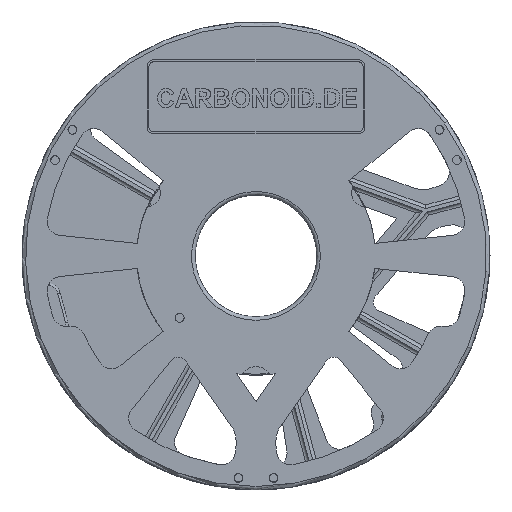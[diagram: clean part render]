
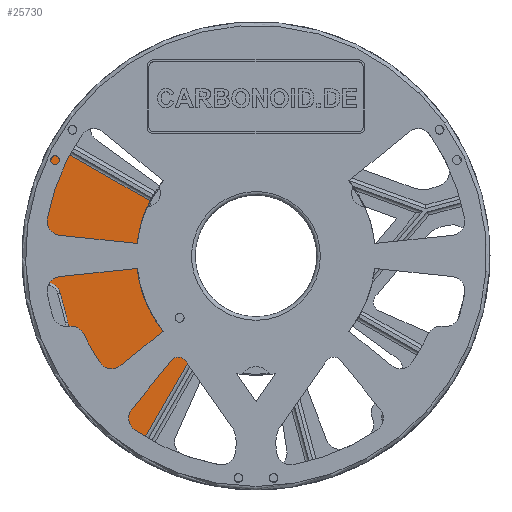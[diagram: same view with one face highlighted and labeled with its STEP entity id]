
A CAD part, front view. The second image highlights one B-rep face of the part: STEP entity #25730.
In plain terms, the highlighted face is planar.
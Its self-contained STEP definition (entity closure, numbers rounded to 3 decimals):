
#2246=FACE_BOUND('',#9052,.T.);
#3805=LINE('',#48787,#5691);
#3839=LINE('',#48879,#5725);
#3840=LINE('',#48883,#5726);
#3841=LINE('',#48887,#5727);
#3842=LINE('',#48890,#5728);
#3843=LINE('',#48893,#5729);
#3844=LINE('',#48894,#5730);
#3845=LINE('',#48896,#5731);
#3846=LINE('',#48898,#5732);
#5691=VECTOR('',#31755,10.);
#5725=VECTOR('',#31847,10.);
#5726=VECTOR('',#31850,10.);
#5727=VECTOR('',#31853,10.);
#5728=VECTOR('',#31856,10.);
#5729=VECTOR('',#31857,10.);
#5730=VECTOR('',#31858,10.);
#5731=VECTOR('',#31859,10.);
#5732=VECTOR('',#31860,10.);
#6445=PLANE('',#27363);
#7576=FACE_OUTER_BOUND('',#9051,.T.);
#9051=EDGE_LOOP('',(#22483,#22484,#22485,#22486,#22487,#22488,#22489,#22490));
#9052=EDGE_LOOP('',(#22491,#22492,#22493,#22494,#22495,#22496,#22497,#22498));
#10003=CIRCLE('',#27334,6.);
#10004=CIRCLE('',#27337,6.);
#10012=CIRCLE('',#27364,51.);
#10013=CIRCLE('',#27365,96.989);
#10014=CIRCLE('',#27366,19.062);
#10015=CIRCLE('',#27367,96.989);
#10016=CIRCLE('',#27368,18.316);
#12236=VERTEX_POINT('',#48780);
#12237=VERTEX_POINT('',#48782);
#12238=VERTEX_POINT('',#48786);
#12239=VERTEX_POINT('',#48790);
#12261=VERTEX_POINT('',#48875);
#12262=VERTEX_POINT('',#48876);
#12263=VERTEX_POINT('',#48878);
#12264=VERTEX_POINT('',#48880);
#12265=VERTEX_POINT('',#48882);
#12266=VERTEX_POINT('',#48884);
#12267=VERTEX_POINT('',#48886);
#12268=VERTEX_POINT('',#48888);
#12269=VERTEX_POINT('',#48891);
#12270=VERTEX_POINT('',#48892);
#12271=VERTEX_POINT('',#48895);
#12272=VERTEX_POINT('',#48897);
#15822=EDGE_CURVE('',#12237,#12236,#10003,.T.);
#15824=EDGE_CURVE('',#12238,#12237,#3805,.T.);
#15826=EDGE_CURVE('',#12239,#12238,#10004,.T.);
#15867=EDGE_CURVE('',#12261,#12262,#10012,.T.);
#15868=EDGE_CURVE('',#12261,#12263,#3839,.T.);
#15869=EDGE_CURVE('',#12263,#12264,#10013,.T.);
#15870=EDGE_CURVE('',#12264,#12265,#3840,.T.);
#15871=EDGE_CURVE('',#12265,#12266,#10014,.T.);
#15872=EDGE_CURVE('',#12266,#12267,#3841,.T.);
#15873=EDGE_CURVE('',#12267,#12268,#10015,.T.);
#15874=EDGE_CURVE('',#12262,#12268,#3842,.T.);
#15875=EDGE_CURVE('',#12269,#12270,#3843,.T.);
#15876=EDGE_CURVE('',#12270,#12239,#3844,.T.);
#15877=EDGE_CURVE('',#12236,#12271,#3845,.T.);
#15878=EDGE_CURVE('',#12271,#12272,#3846,.T.);
#15879=EDGE_CURVE('',#12272,#12269,#10016,.T.);
#22483=ORIENTED_EDGE('',*,*,#15867,.F.);
#22484=ORIENTED_EDGE('',*,*,#15868,.T.);
#22485=ORIENTED_EDGE('',*,*,#15869,.T.);
#22486=ORIENTED_EDGE('',*,*,#15870,.T.);
#22487=ORIENTED_EDGE('',*,*,#15871,.T.);
#22488=ORIENTED_EDGE('',*,*,#15872,.T.);
#22489=ORIENTED_EDGE('',*,*,#15873,.T.);
#22490=ORIENTED_EDGE('',*,*,#15874,.F.);
#22491=ORIENTED_EDGE('',*,*,#15875,.T.);
#22492=ORIENTED_EDGE('',*,*,#15876,.T.);
#22493=ORIENTED_EDGE('',*,*,#15826,.T.);
#22494=ORIENTED_EDGE('',*,*,#15824,.T.);
#22495=ORIENTED_EDGE('',*,*,#15822,.T.);
#22496=ORIENTED_EDGE('',*,*,#15877,.T.);
#22497=ORIENTED_EDGE('',*,*,#15878,.T.);
#22498=ORIENTED_EDGE('',*,*,#15879,.T.);
#25730=ADVANCED_FACE('',(#7576,#2246),#6445,.T.);
#27334=AXIS2_PLACEMENT_3D('',#48783,#31750,#31751);
#27337=AXIS2_PLACEMENT_3D('',#48791,#31759,#31760);
#27363=AXIS2_PLACEMENT_3D('',#48874,#31843,#31844);
#27364=AXIS2_PLACEMENT_3D('',#48877,#31845,#31846);
#27365=AXIS2_PLACEMENT_3D('',#48881,#31848,#31849);
#27366=AXIS2_PLACEMENT_3D('',#48885,#31851,#31852);
#27367=AXIS2_PLACEMENT_3D('',#48889,#31854,#31855);
#27368=AXIS2_PLACEMENT_3D('',#48899,#31861,#31862);
#31750=DIRECTION('center_axis',(0.,-1.,0.));
#31751=DIRECTION('ref_axis',(0.508,0.,-0.861));
#31755=DIRECTION('',(1.,0.,0.));
#31759=DIRECTION('center_axis',(0.,-1.,0.));
#31760=DIRECTION('ref_axis',(-0.508,0.,-0.861));
#31843=DIRECTION('center_axis',(0.,1.,0.));
#31844=DIRECTION('ref_axis',(1.,0.,0.));
#31845=DIRECTION('center_axis',(0.,1.,0.));
#31846=DIRECTION('ref_axis',(-0.707,0.,-0.707));
#31847=DIRECTION('',(-0.707,0.,0.707));
#31848=DIRECTION('center_axis',(0.,1.,0.));
#31849=DIRECTION('ref_axis',(0.,0.,1.));
#31850=DIRECTION('',(0.937,0.,-0.35));
#31851=DIRECTION('center_axis',(0.,-1.,0.));
#31852=DIRECTION('ref_axis',(0.28,0.,-0.96));
#31853=DIRECTION('',(0.937,0.,0.35));
#31854=DIRECTION('center_axis',(0.,1.,0.));
#31855=DIRECTION('ref_axis',(0.,0.,1.));
#31856=DIRECTION('',(0.707,0.,0.707));
#31857=DIRECTION('',(-0.937,0.,0.35));
#31858=DIRECTION('',(0.483,0.,-0.876));
#31859=DIRECTION('',(0.483,0.,0.876));
#31860=DIRECTION('',(-0.937,0.,-0.35));
#31861=DIRECTION('center_axis',(0.,1.,0.));
#31862=DIRECTION('ref_axis',(0.352,0.,-0.936));
#48780=CARTESIAN_POINT('',(11.711,2.,88.101));
#48782=CARTESIAN_POINT('',(6.458,2.,85.));
#48783=CARTESIAN_POINT('Origin',(6.458,2.,91.));
#48786=CARTESIAN_POINT('',(-6.458,2.,85.));
#48787=CARTESIAN_POINT('',(5.,2.,85.));
#48790=CARTESIAN_POINT('',(-11.711,2.,88.101));
#48791=CARTESIAN_POINT('Origin',(-6.458,2.,91.));
#48874=CARTESIAN_POINT('Origin',(0.,2.,0.));
#48875=CARTESIAN_POINT('',(-34.399,2.,37.652));
#48876=CARTESIAN_POINT('',(34.399,2.,37.652));
#48877=CARTESIAN_POINT('Origin',(0.,2.,0.));
#48878=CARTESIAN_POINT('',(-66.936,2.,70.189));
#48879=CARTESIAN_POINT('',(-69.084,2.,72.337));
#48880=CARTESIAN_POINT('',(-15.878,2.,95.681));
#48881=CARTESIAN_POINT('Origin',(0.,2.,0.));
#48882=CARTESIAN_POINT('',(-5.331,2.,91.734));
#48883=CARTESIAN_POINT('',(6.777,2.,87.204));
#48884=CARTESIAN_POINT('',(5.331,2.,91.734));
#48885=CARTESIAN_POINT('Origin',(0.,2.,110.035));
#48886=CARTESIAN_POINT('',(15.878,2.,95.681));
#48887=CARTESIAN_POINT('',(-12.061,2.,85.227));
#48888=CARTESIAN_POINT('',(66.936,2.,70.189));
#48889=CARTESIAN_POINT('Origin',(0.,2.,0.));
#48890=CARTESIAN_POINT('',(69.084,2.,72.337));
#48891=CARTESIAN_POINT('',(-6.452,2.,88.737));
#48892=CARTESIAN_POINT('',(-13.522,2.,91.383));
#48893=CARTESIAN_POINT('',(10.94,2.,82.23));
#48894=CARTESIAN_POINT('',(9.146,2.,50.307));
#48895=CARTESIAN_POINT('',(13.522,2.,91.383));
#48896=CARTESIAN_POINT('',(-5.43,2.,57.041));
#48897=CARTESIAN_POINT('',(6.452,2.,88.737));
#48898=CARTESIAN_POINT('',(-7.405,2.,83.553));
#48899=CARTESIAN_POINT('Origin',(0.,2.,105.879));
